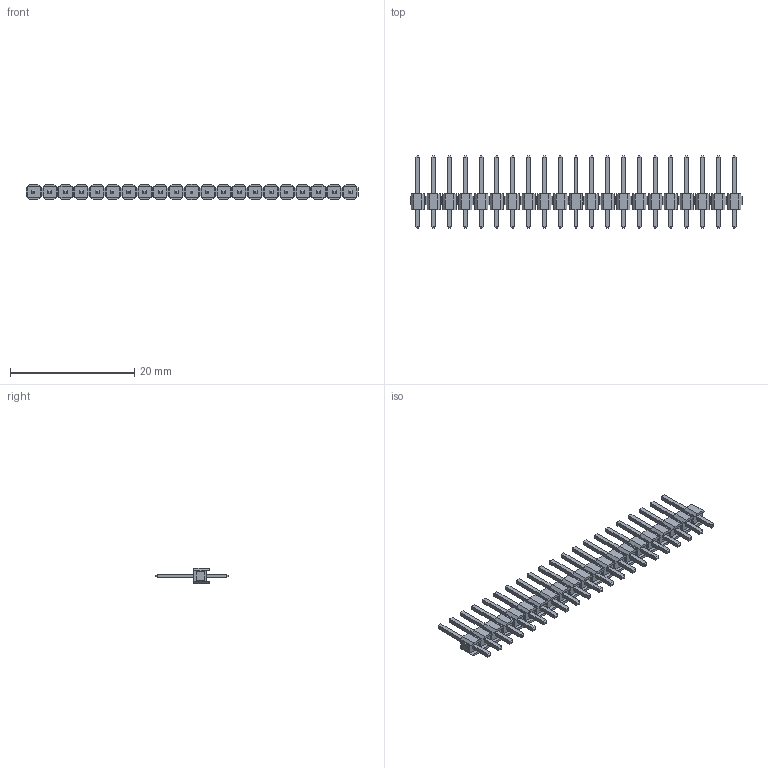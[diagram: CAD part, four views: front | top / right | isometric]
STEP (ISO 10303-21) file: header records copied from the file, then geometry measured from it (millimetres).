
FILE_DESCRIPTION (( 'STEP AP214' ), '1' );
FILE_NAME ('PLS-21.STEP', '2019-06-30T19:17:47', ( '' ), ( '' ), 'SwSTEP 2.0', 'SolidWorks 2018', '' );
FILE_SCHEMA (( 'AUTOMOTIVE_DESIGN' ));
Length unit declared in the file: millimetre
Products named in the file (1): PLS-21
Bounding box: 53.34 x 11.64 x 2.54 mm (x, y, z)
Volume: 323.3 mm3; surface area: 1215.4 mm2
Topology: 21 solids, 21 shells, 882 faces, 2016 edges, 1260 vertices
Faces by surface type: plane 882
Entity records: 33860 total; most frequent: CARTESIAN_POINT 4159, ORIENTED_EDGE 4032, DIRECTION 3782, LINE 2016, VECTOR 2016, EDGE_CURVE 2016, VERTEX_POINT 1260, EDGE_LOOP 966
